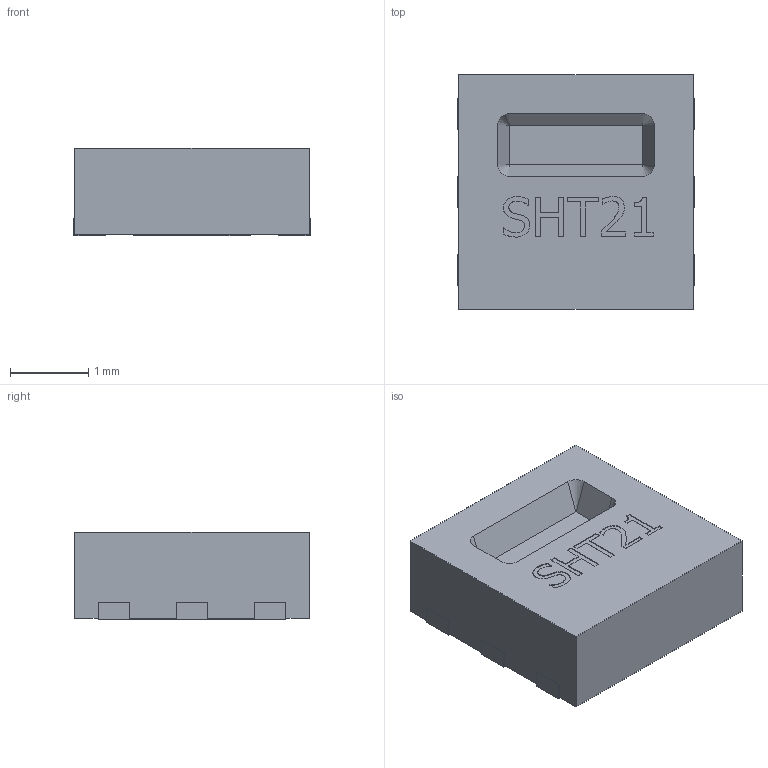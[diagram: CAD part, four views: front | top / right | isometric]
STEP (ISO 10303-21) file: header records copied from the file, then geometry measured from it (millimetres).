
FILE_DESCRIPTION(('FreeCAD Model'),'2;1');
FILE_NAME('SHT21.step','2017-01-20T18:17:12',('Author'),( ''),'Open CASCADE STEP processor 6.8','FreeCAD','Unknown');
FILE_SCHEMA(('AUTOMOTIVE_DESIGN_CC2 { 1 2 10303 214 -1 1 5 4 }'));
Length unit declared in the file: millimetre
Products named in the file (2): ASSEMBLY; SHT21
Assembly tree (1 placements, depth 2):
  ASSEMBLY
    SHT21
Bounding box: 3.02 x 3 x 1.12 mm (x, y, z)
Volume: 9.5 mm3; surface area: 33.1 mm2
Topology: 1 solids, 1 shells, 142 faces, 399 edges, 266 vertices
Faces by surface type: plane 110, bspline 28, cone 4
Entity records: 13756 total; most frequent: CARTESIAN_POINT 5235, DIRECTION 1193, LINE 941, VECTOR 941, ORIENTED_EDGE 798, PCURVE 798, DEFINITIONAL_REPRESENTATION 798, EDGE_CURVE 399
